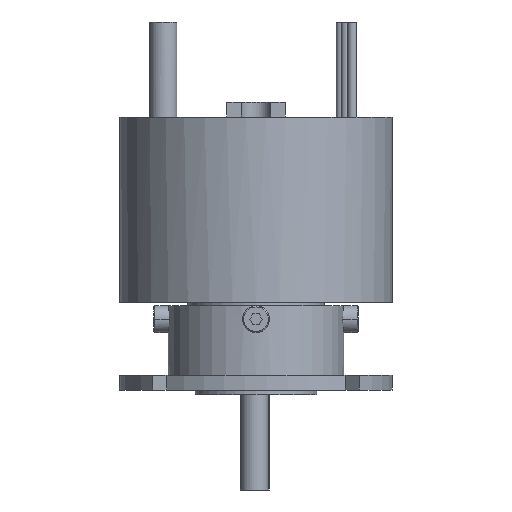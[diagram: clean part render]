
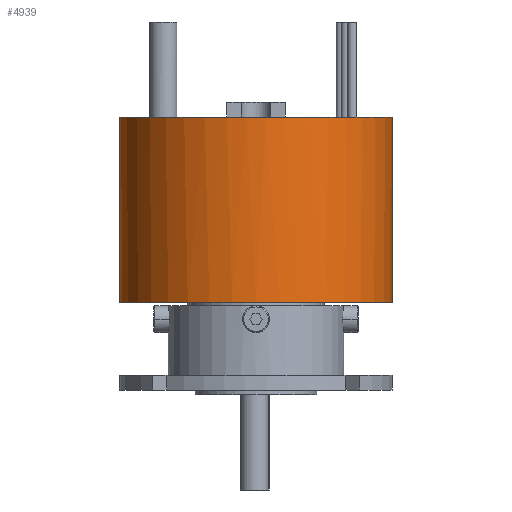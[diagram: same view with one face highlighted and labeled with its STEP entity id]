
A CAD part, front view. The second image highlights one B-rep face of the part: STEP entity #4939.
In plain terms, the highlighted cylindrical face has radius 28 mm (diameter 56 mm), a partial arc.
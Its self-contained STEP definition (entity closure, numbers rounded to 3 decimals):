
#65 = CIRCLE ( 'NONE', #4457, 28. ) ;
#519 = VECTOR ( 'NONE', #3048, 1000. ) ;
#528 = CARTESIAN_POINT ( 'NONE',  ( 0., 0., 57. ) ) ;
#551 = EDGE_CURVE ( 'NONE', #1997, #5651, #2953, .T. ) ;
#864 = EDGE_CURVE ( 'NONE', #5106, #5651, #2878, .T. ) ;
#870 = AXIS2_PLACEMENT_3D ( 'NONE', #528, #3639, #985 ) ;
#985 = DIRECTION ( 'NONE',  ( 1., 0., 0. ) ) ;
#1079 = CIRCLE ( 'NONE', #870, 28. ) ;
#1123 = CARTESIAN_POINT ( 'NONE',  ( 0., 0., 57. ) ) ;
#1315 = DIRECTION ( 'NONE',  ( 0., 0., 1. ) ) ;
#1557 = CARTESIAN_POINT ( 'NONE',  ( -28., 0., 57. ) ) ;
#1565 = DIRECTION ( 'NONE',  ( 1., 0., 0. ) ) ;
#1598 = DIRECTION ( 'NONE',  ( 0., 0., -1. ) ) ;
#1683 = ORIENTED_EDGE ( 'NONE', *, *, #864, .F. ) ;
#1905 = ORIENTED_EDGE ( 'NONE', *, *, #3965, .F. ) ;
#1997 = VERTEX_POINT ( 'NONE', #2002 ) ;
#2002 = CARTESIAN_POINT ( 'NONE',  ( -28., 0., 19. ) ) ;
#2172 = CARTESIAN_POINT ( 'NONE',  ( 28., 0., 57. ) ) ;
#2196 = CARTESIAN_POINT ( 'NONE',  ( 0., 0., 19. ) ) ;
#2230 = CIRCLE ( 'NONE', #5362, 28. ) ;
#2347 = ORIENTED_EDGE ( 'NONE', *, *, #4640, .F. ) ;
#2515 = CARTESIAN_POINT ( 'NONE',  ( -28., 0., 57. ) ) ;
#2535 = CARTESIAN_POINT ( 'NONE',  ( 28., 0., 19. ) ) ;
#2581 = EDGE_CURVE ( 'NONE', #4976, #5106, #1079, .T. ) ;
#2606 = CARTESIAN_POINT ( 'NONE',  ( 28., 0., 57. ) ) ;
#2647 = DIRECTION ( 'NONE',  ( 1., 0., 0. ) ) ;
#2715 = EDGE_CURVE ( 'NONE', #5622, #1997, #2870, .T. ) ;
#2819 = ORIENTED_EDGE ( 'NONE', *, *, #2715, .T. ) ;
#2870 = LINE ( 'NONE', #1557, #4955 ) ;
#2878 = LINE ( 'NONE', #2606, #519 ) ;
#2915 = ORIENTED_EDGE ( 'NONE', *, *, #551, .T. ) ;
#2953 = CIRCLE ( 'NONE', #4057, 28. ) ;
#2974 = CARTESIAN_POINT ( 'NONE',  ( -6., -27.35, 57. ) ) ;
#3048 = DIRECTION ( 'NONE',  ( 0., 0., -1. ) ) ;
#3258 = EDGE_LOOP ( 'NONE', ( #1683, #4625, #2347, #1905, #2819, #2915 ) ) ;
#3324 = DIRECTION ( 'NONE',  ( 0., 0., -1. ) ) ;
#3393 = CARTESIAN_POINT ( 'NONE',  ( 6., -27.35, 57. ) ) ;
#3639 = DIRECTION ( 'NONE',  ( 0., 0., 1. ) ) ;
#3965 = EDGE_CURVE ( 'NONE', #5622, #4015, #2230, .T. ) ;
#3966 = CARTESIAN_POINT ( 'NONE',  ( 0., 0., 57. ) ) ;
#4015 = VERTEX_POINT ( 'NONE', #2974 ) ;
#4057 = AXIS2_PLACEMENT_3D ( 'NONE', #2196, #5299, #2647 ) ;
#4225 = DIRECTION ( 'NONE',  ( 0., 0., 1. ) ) ;
#4250 = CARTESIAN_POINT ( 'NONE',  ( 0., 0., 57. ) ) ;
#4409 = DIRECTION ( 'NONE',  ( 1., 0., 0. ) ) ;
#4457 = AXIS2_PLACEMENT_3D ( 'NONE', #1123, #4225, #1565 ) ;
#4625 = ORIENTED_EDGE ( 'NONE', *, *, #2581, .F. ) ;
#4640 = EDGE_CURVE ( 'NONE', #4015, #4976, #65, .T. ) ;
#4682 = DIRECTION ( 'NONE',  ( -1., 0., 0. ) ) ;
#4939 = ADVANCED_FACE ( 'NONE', ( #5483 ), #5345, .T. ) ;
#4955 = VECTOR ( 'NONE', #3324, 1000. ) ;
#4976 = VERTEX_POINT ( 'NONE', #3393 ) ;
#5106 = VERTEX_POINT ( 'NONE', #2172 ) ;
#5299 = DIRECTION ( 'NONE',  ( 0., 0., 1. ) ) ;
#5345 = CYLINDRICAL_SURFACE ( 'NONE', #5515, 28. ) ;
#5362 = AXIS2_PLACEMENT_3D ( 'NONE', #3966, #1315, #4409 ) ;
#5483 = FACE_OUTER_BOUND ( 'NONE', #3258, .T. ) ;
#5515 = AXIS2_PLACEMENT_3D ( 'NONE', #4250, #1598, #4682 ) ;
#5622 = VERTEX_POINT ( 'NONE', #2515 ) ;
#5651 = VERTEX_POINT ( 'NONE', #2535 ) ;
